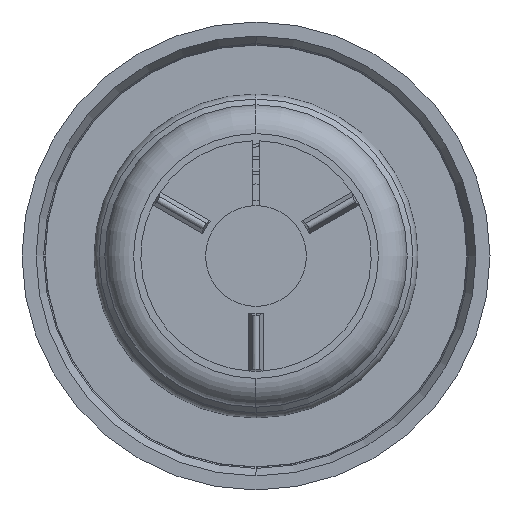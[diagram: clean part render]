
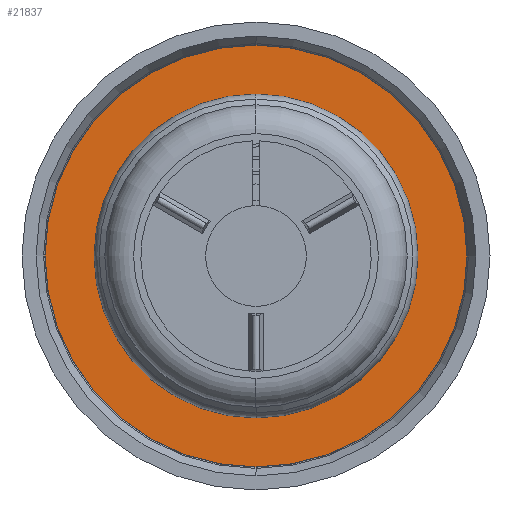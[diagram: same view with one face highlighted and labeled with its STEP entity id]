
A CAD part, front view. The second image highlights one B-rep face of the part: STEP entity #21837.
In plain terms, the highlighted planar face has unit normal (0, -1, 0).
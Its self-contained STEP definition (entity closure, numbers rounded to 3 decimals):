
#178 = DIRECTION ( 'NONE',  ( 0., 1., 0. ) ) ;
#1403 = EDGE_CURVE ( 'NONE', #7772, #8053, #14434, .T. ) ;
#1750 = CARTESIAN_POINT ( 'NONE',  ( -15.25, -1.4, 0. ) ) ;
#1898 = CARTESIAN_POINT ( 'NONE',  ( 0., -1.4, 15.25 ) ) ;
#3303 = FACE_OUTER_BOUND ( 'NONE', #14739, .T. ) ;
#4572 = CARTESIAN_POINT ( 'NONE',  ( 0., -1.4, 0. ) ) ;
#4629 = VERTEX_POINT ( 'NONE', #1898 ) ;
#4753 = DIRECTION ( 'NONE',  ( 0., 1., 0. ) ) ;
#4826 = CIRCLE ( 'NONE', #9812, 15.25 ) ;
#4945 = DIRECTION ( 'NONE',  ( 0., 0., -1. ) ) ;
#5041 = CARTESIAN_POINT ( 'NONE',  ( 0., -1.4, 10. ) ) ;
#5072 = AXIS2_PLACEMENT_3D ( 'NONE', #16685, #8251, #20187 ) ;
#6313 = DIRECTION ( 'NONE',  ( 0., 1., 0. ) ) ;
#6439 = EDGE_CURVE ( 'NONE', #4629, #15636, #4826, .T. ) ;
#6452 = DIRECTION ( 'NONE',  ( 0., 0., -1. ) ) ;
#7294 = AXIS2_PLACEMENT_3D ( 'NONE', #1750, #178, #8563 ) ;
#7489 = CARTESIAN_POINT ( 'NONE',  ( 0., -1.4, -10. ) ) ;
#7581 = DIRECTION ( 'NONE',  ( 0., 1., 0. ) ) ;
#7772 = VERTEX_POINT ( 'NONE', #7489 ) ;
#8053 = VERTEX_POINT ( 'NONE', #5041 ) ;
#8251 = DIRECTION ( 'NONE',  ( 0., 1., 0. ) ) ;
#8563 = DIRECTION ( 'NONE',  ( 0., 0., -1. ) ) ;
#8733 = ORIENTED_EDGE ( 'NONE', *, *, #6439, .F. ) ;
#8765 = AXIS2_PLACEMENT_3D ( 'NONE', #14634, #4753, #6452 ) ;
#9165 = AXIS2_PLACEMENT_3D ( 'NONE', #14828, #6313, #4945 ) ;
#9812 = AXIS2_PLACEMENT_3D ( 'NONE', #4572, #7581, #16337 ) ;
#10077 = ORIENTED_EDGE ( 'NONE', *, *, #1403, .T. ) ;
#10108 = FACE_BOUND ( 'NONE', #16387, .T. ) ;
#11217 = CARTESIAN_POINT ( 'NONE',  ( 0., -1.4, -15.25 ) ) ;
#12212 = PLANE ( 'NONE',  #7294 ) ;
#14434 = CIRCLE ( 'NONE', #9165, 10. ) ;
#14634 = CARTESIAN_POINT ( 'NONE',  ( 0., -1.4, 0. ) ) ;
#14648 = CIRCLE ( 'NONE', #5072, 10. ) ;
#14739 = EDGE_LOOP ( 'NONE', ( #20031, #8733 ) ) ;
#14828 = CARTESIAN_POINT ( 'NONE',  ( 0., -1.4, 0. ) ) ;
#15235 = ORIENTED_EDGE ( 'NONE', *, *, #17020, .T. ) ;
#15636 = VERTEX_POINT ( 'NONE', #11217 ) ;
#15978 = EDGE_CURVE ( 'NONE', #15636, #4629, #20494, .T. ) ;
#16337 = DIRECTION ( 'NONE',  ( 0., 0., -1. ) ) ;
#16387 = EDGE_LOOP ( 'NONE', ( #10077, #15235 ) ) ;
#16685 = CARTESIAN_POINT ( 'NONE',  ( 0., -1.4, 0. ) ) ;
#17020 = EDGE_CURVE ( 'NONE', #8053, #7772, #14648, .T. ) ;
#20031 = ORIENTED_EDGE ( 'NONE', *, *, #15978, .F. ) ;
#20187 = DIRECTION ( 'NONE',  ( 0., 0., -1. ) ) ;
#20494 = CIRCLE ( 'NONE', #8765, 15.25 ) ;
#21837 = ADVANCED_FACE ( 'NONE', ( #3303, #10108 ), #12212, .F. ) ;
